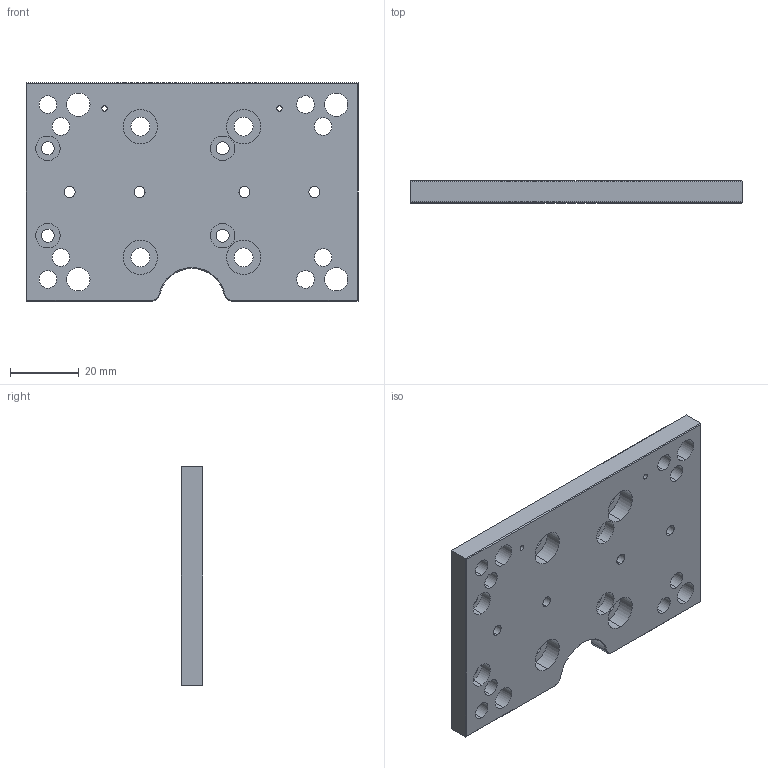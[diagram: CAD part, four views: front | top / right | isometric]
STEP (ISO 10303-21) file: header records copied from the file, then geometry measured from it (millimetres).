
FILE_DESCRIPTION (( 'STEP AP203' ), '1' );
FILE_NAME ('M20-A-6885-01, Carriage Adapter.STEP', '2016-05-18T18:48:37', ( 'Ryan' ), ( '' ), 'SwSTEP 2.0', 'SolidWorks 2016', '' );
FILE_SCHEMA (( 'CONFIG_CONTROL_DESIGN' ));
Length unit declared in the file: inch
Products named in the file (2): M20-A-6885-01, Carriage Adapter
Bounding box: 96.52 x 6.35 x 63.5 mm (x, y, z)
Volume: 33413.8 mm3; surface area: 15838 mm2
Topology: 1 solids, 1 shells, 103 faces, 263 edges, 170 vertices
Faces by surface type: cylinder 71, plane 25, cone 7
Entity records: 3440 total; most frequent: DIRECTION 623, CARTESIAN_POINT 538, ORIENTED_EDGE 526, EDGE_CURVE 263, AXIS2_PLACEMENT_3D 255, VERTEX_POINT 170, EDGE_LOOP 163, CIRCLE 150
